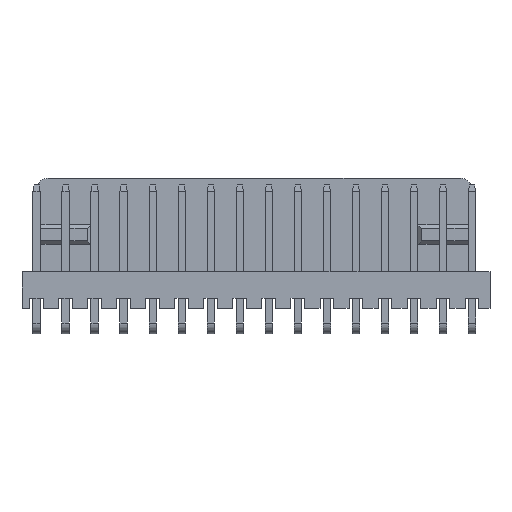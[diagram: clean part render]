
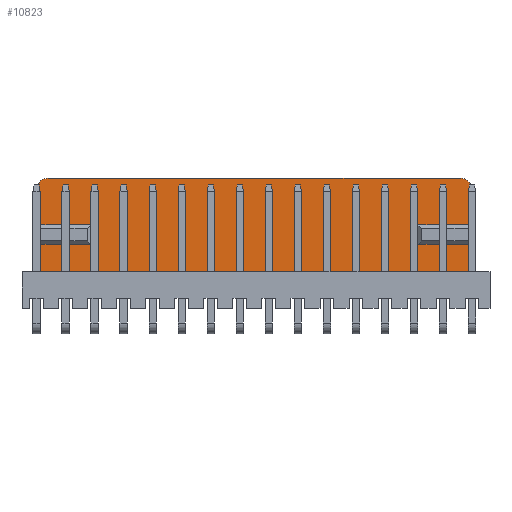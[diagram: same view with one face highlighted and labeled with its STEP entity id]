
A CAD part, top view. The second image highlights one B-rep face of the part: STEP entity #10823.
In plain terms, the highlighted planar face has unit normal (0, 0, 1).
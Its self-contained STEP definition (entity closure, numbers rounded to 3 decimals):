
#1313 = CARTESIAN_POINT ( 'NONE',  ( 28.502, -3.377, 0.86 ) ) ;
#1344 = CARTESIAN_POINT ( 'NONE',  ( -9.538, 0.723, 0.86 ) ) ;
#1346 = CARTESIAN_POINT ( 'NONE',  ( -9.538, -0.977, 0.86 ) ) ;
#1361 = CARTESIAN_POINT ( 'NONE',  ( 23.792, -0.977, 0.86 ) ) ;
#1369 = CARTESIAN_POINT ( 'NONE',  ( 28.502, 0.723, 0.86 ) ) ;
#1397 = CARTESIAN_POINT ( 'NONE',  ( 23.792, 0.723, 0.86 ) ) ;
#1399 = CARTESIAN_POINT ( 'NONE',  ( 28.502, -0.977, 0.86 ) ) ;
#1407 = CARTESIAN_POINT ( 'NONE',  ( 28.502, 3.823, 0.86 ) ) ;
#1452 = CARTESIAN_POINT ( 'NONE',  ( -4.828, 0.723, 0.86 ) ) ;
#1481 = CARTESIAN_POINT ( 'NONE',  ( -4.828, -0.977, 0.86 ) ) ;
#1544 = VERTEX_POINT ( 'NONE', #1313 ) ;
#1575 = VERTEX_POINT ( 'NONE', #1344 ) ;
#1577 = VERTEX_POINT ( 'NONE', #1346 ) ;
#1592 = VERTEX_POINT ( 'NONE', #1361 ) ;
#1600 = VERTEX_POINT ( 'NONE', #1369 ) ;
#1628 = VERTEX_POINT ( 'NONE', #1397 ) ;
#1630 = VERTEX_POINT ( 'NONE', #1399 ) ;
#1638 = VERTEX_POINT ( 'NONE', #1407 ) ;
#1675 = VERTEX_POINT ( 'NONE', #1452 ) ;
#1691 = VERTEX_POINT ( 'NONE', #1481 ) ;
#1787 = VERTEX_POINT ( 'NONE', #11815 ) ;
#1799 = VERTEX_POINT ( 'NONE', #11819 ) ;
#1803 = VERTEX_POINT ( 'NONE', #11821 ) ;
#2017 = VERTEX_POINT ( 'NONE', #11928 ) ;
#2508 = EDGE_CURVE ( 'NONE', #2017, #1803, #12266, .T. ) ;
#2513 = EDGE_CURVE ( 'NONE', #1787, #1544, #12268, .T. ) ;
#2540 = EDGE_CURVE ( 'NONE', #1544, #1630, #12330, .T. ) ;
#2541 = EDGE_CURVE ( 'NONE', #1592, #1630, #12332, .T. ) ;
#2542 = EDGE_CURVE ( 'NONE', #1628, #1592, #12328, .T. ) ;
#2543 = EDGE_CURVE ( 'NONE', #1600, #1628, #12334, .T. ) ;
#2544 = EDGE_CURVE ( 'NONE', #1600, #1638, #12336, .T. ) ;
#2545 = EDGE_CURVE ( 'NONE', #2017, #1638, #12340, .T. ) ;
#2956 = CARTESIAN_POINT ( 'NONE',  ( -9.538, -0.977, 0.86 ) ) ;
#2957 = CARTESIAN_POINT ( 'NONE',  ( -9.538, 0.723, 0.86 ) ) ;
#2958 = DIRECTION ( 'NONE',  ( 1., 0., 0. ) ) ;
#2960 = CARTESIAN_POINT ( 'NONE',  ( -4.828, 0.723, 0.86 ) ) ;
#2962 = DIRECTION ( 'NONE',  ( 0., 1., 0. ) ) ;
#2965 = DIRECTION ( 'NONE',  ( -1., 0., 0. ) ) ;
#3182 = CARTESIAN_POINT ( 'NONE',  ( -8.538, 3.823, 0.86 ) ) ;
#3183 = DIRECTION ( 'NONE',  ( 0., 0., -1. ) ) ;
#3184 = DIRECTION ( 'NONE',  ( 1., 0., 0. ) ) ;
#3190 = CARTESIAN_POINT ( 'NONE',  ( -9.538, -3.377, 0.86 ) ) ;
#3191 = DIRECTION ( 'NONE',  ( 0., -1., 0. ) ) ;
#3192 = CARTESIAN_POINT ( 'NONE',  ( -9.538, -3.377, 0.86 ) ) ;
#3193 = DIRECTION ( 'NONE',  ( 0., -1., 0. ) ) ;
#3611 = CIRCLE ( 'NONE', #9644, 1. ) ;
#3623 = LINE ( 'NONE', #3190, #3626 ) ;
#3625 = LINE ( 'NONE', #3192, #3628 ) ;
#3626 = VECTOR ( 'NONE', #3191, 1000. ) ;
#3628 = VECTOR ( 'NONE', #3193, 1000. ) ;
#4278 = FACE_OUTER_BOUND ( 'NONE', #10436, .T. ) ;
#5150 = CARTESIAN_POINT ( 'NONE',  ( -9.538, 0.723, 0.86 ) ) ;
#5158 = PLANE ( 'NONE',  #5227 ) ;
#5160 = DIRECTION ( 'NONE',  ( 0., 0., -1. ) ) ;
#5161 = DIRECTION ( 'NONE',  ( -1., 0., 0. ) ) ;
#5227 = AXIS2_PLACEMENT_3D ( 'NONE', #5150, #5160, #5161 ) ;
#9631 = AXIS2_PLACEMENT_3D ( 'NONE', #12653, #12654, #12655 ) ;
#9644 = AXIS2_PLACEMENT_3D ( 'NONE', #3182, #3183, #3184 ) ;
#9774 = EDGE_CURVE ( 'NONE', #1577, #1691, #13522, .T. ) ;
#9776 = EDGE_CURVE ( 'NONE', #1691, #1675, #13526, .T. ) ;
#9778 = EDGE_CURVE ( 'NONE', #1675, #1575, #13528, .T. ) ;
#9884 = EDGE_CURVE ( 'NONE', #1799, #1803, #3611, .T. ) ;
#9888 = EDGE_CURVE ( 'NONE', #1577, #1787, #3623, .T. ) ;
#9889 = EDGE_CURVE ( 'NONE', #1799, #1575, #3625, .T. ) ;
#10173 = ORIENTED_EDGE ( 'NONE', *, *, #2513, .T. ) ;
#10174 = ORIENTED_EDGE ( 'NONE', *, *, #2540, .T. ) ;
#10175 = ORIENTED_EDGE ( 'NONE', *, *, #2541, .F. ) ;
#10176 = ORIENTED_EDGE ( 'NONE', *, *, #2542, .F. ) ;
#10177 = ORIENTED_EDGE ( 'NONE', *, *, #2543, .F. ) ;
#10178 = ORIENTED_EDGE ( 'NONE', *, *, #2544, .T. ) ;
#10179 = ORIENTED_EDGE ( 'NONE', *, *, #2545, .F. ) ;
#10180 = ORIENTED_EDGE ( 'NONE', *, *, #2508, .T. ) ;
#10181 = ORIENTED_EDGE ( 'NONE', *, *, #9884, .F. ) ;
#10182 = ORIENTED_EDGE ( 'NONE', *, *, #9889, .T. ) ;
#10183 = ORIENTED_EDGE ( 'NONE', *, *, #9778, .F. ) ;
#10184 = ORIENTED_EDGE ( 'NONE', *, *, #9776, .F. ) ;
#10185 = ORIENTED_EDGE ( 'NONE', *, *, #9774, .F. ) ;
#10186 = ORIENTED_EDGE ( 'NONE', *, *, #9888, .T. ) ;
#10436 = EDGE_LOOP ( 'NONE', ( #10173, #10174, #10175, #10176, #10177, #10178, #10179, #10180, #10181, #10182, #10183, #10184, #10185, #10186 ) ) ;
#10823 = ADVANCED_FACE ( 'NONE', ( #4278 ), #5158, .F. ) ;
#11815 = CARTESIAN_POINT ( 'NONE',  ( -9.538, -3.377, 0.86 ) ) ;
#11819 = CARTESIAN_POINT ( 'NONE',  ( -9.538, 3.823, 0.86 ) ) ;
#11821 = CARTESIAN_POINT ( 'NONE',  ( -8.538, 4.823, 0.86 ) ) ;
#11928 = CARTESIAN_POINT ( 'NONE',  ( 27.502, 4.823, 0.86 ) ) ;
#12266 = LINE ( 'NONE', #14128, #12269 ) ;
#12268 = LINE ( 'NONE', #14096, #12279 ) ;
#12269 = VECTOR ( 'NONE', #14130, 1000. ) ;
#12279 = VECTOR ( 'NONE', #14139, 1000. ) ;
#12328 = LINE ( 'NONE', #14163, #12337 ) ;
#12330 = LINE ( 'NONE', #12641, #12333 ) ;
#12332 = LINE ( 'NONE', #12643, #12335 ) ;
#12333 = VECTOR ( 'NONE', #12642, 1000. ) ;
#12334 = LINE ( 'NONE', #12638, #12339 ) ;
#12335 = VECTOR ( 'NONE', #12645, 1000. ) ;
#12336 = LINE ( 'NONE', #12644, #12341 ) ;
#12337 = VECTOR ( 'NONE', #12646, 1000. ) ;
#12339 = VECTOR ( 'NONE', #12648, 1000. ) ;
#12340 = CIRCLE ( 'NONE', #9631, 1. ) ;
#12341 = VECTOR ( 'NONE', #12650, 1000. ) ;
#12638 = CARTESIAN_POINT ( 'NONE',  ( -19.698, 0.723, 0.86 ) ) ;
#12641 = CARTESIAN_POINT ( 'NONE',  ( 28.502, 3.823, 0.86 ) ) ;
#12642 = DIRECTION ( 'NONE',  ( 0., 1., 0. ) ) ;
#12643 = CARTESIAN_POINT ( 'NONE',  ( -19.698, -0.977, 0.86 ) ) ;
#12644 = CARTESIAN_POINT ( 'NONE',  ( 28.502, 3.823, 0.86 ) ) ;
#12645 = DIRECTION ( 'NONE',  ( 1., 0., 0. ) ) ;
#12646 = DIRECTION ( 'NONE',  ( 0., -1., 0. ) ) ;
#12648 = DIRECTION ( 'NONE',  ( -1., 0., 0. ) ) ;
#12650 = DIRECTION ( 'NONE',  ( 0., 1., 0. ) ) ;
#12653 = CARTESIAN_POINT ( 'NONE',  ( 27.502, 3.823, 0.86 ) ) ;
#12654 = DIRECTION ( 'NONE',  ( 0., 0., -1. ) ) ;
#12655 = DIRECTION ( 'NONE',  ( 1., 0., 0. ) ) ;
#13522 = LINE ( 'NONE', #2956, #13525 ) ;
#13525 = VECTOR ( 'NONE', #2958, 1000. ) ;
#13526 = LINE ( 'NONE', #2960, #13529 ) ;
#13528 = LINE ( 'NONE', #2957, #13533 ) ;
#13529 = VECTOR ( 'NONE', #2962, 1000. ) ;
#13533 = VECTOR ( 'NONE', #2965, 1000. ) ;
#14096 = CARTESIAN_POINT ( 'NONE',  ( -10.858, -3.377, 0.86 ) ) ;
#14128 = CARTESIAN_POINT ( 'NONE',  ( -8.538, 4.823, 0.86 ) ) ;
#14130 = DIRECTION ( 'NONE',  ( -1., 0., 0. ) ) ;
#14139 = DIRECTION ( 'NONE',  ( 1., 0., 0. ) ) ;
#14163 = CARTESIAN_POINT ( 'NONE',  ( 23.792, 0.723, 0.86 ) ) ;
